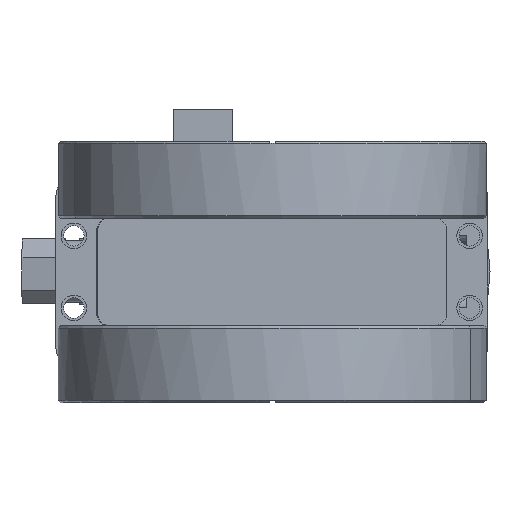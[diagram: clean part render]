
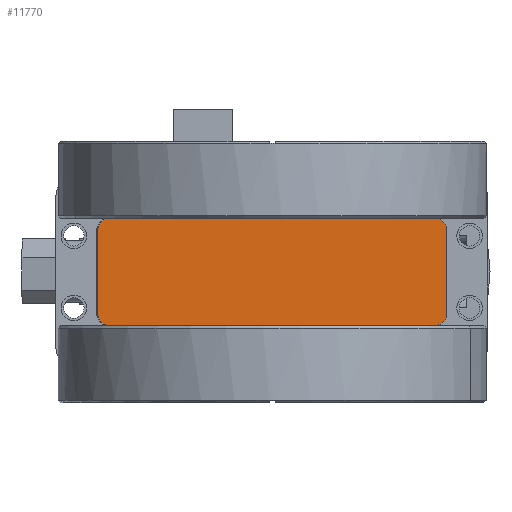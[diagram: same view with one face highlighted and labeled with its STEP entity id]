
A CAD part, front view. The second image highlights one B-rep face of the part: STEP entity #11770.
In plain terms, the highlighted planar face has unit normal (0, -1, 0).
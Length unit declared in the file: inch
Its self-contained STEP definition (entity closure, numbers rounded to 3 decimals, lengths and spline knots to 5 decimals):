
#328 = EDGE_CURVE ( 'NONE', #357, #10009, #2288, .T. ) ;
#357 = VERTEX_POINT ( 'NONE', #2378 ) ;
#367 = EDGE_CURVE ( 'NONE', #10009, #31271, #2354, .T. ) ;
#514 = EDGE_CURVE ( 'NONE', #10702, #357, #2708, .T. ) ;
#2288 = LINE ( 'NONE', #2346, #2338 ) ;
#2337 = DIRECTION ( 'NONE',  ( 0., 0., -1. ) ) ;
#2338 = VECTOR ( 'NONE', #2337, 39.37008 ) ;
#2346 = CARTESIAN_POINT ( 'NONE',  ( 1.825, -7.007, -0.435 ) ) ;
#2351 = DIRECTION ( 'NONE',  ( 0., 1., 0. ) ) ;
#2352 = CARTESIAN_POINT ( 'NONE',  ( 1.7, -7.007, -0.435 ) ) ;
#2353 = AXIS2_PLACEMENT_3D ( 'NONE', #2352, #2351, #2417 ) ;
#2354 = CIRCLE ( 'NONE', #2353, 0.125 ) ;
#2378 = CARTESIAN_POINT ( 'NONE',  ( 1.825, -7.007, 0.435 ) ) ;
#2417 = DIRECTION ( 'NONE',  ( 0., 0., 1. ) ) ;
#2701 = DIRECTION ( 'NONE',  ( 0., 0., 1. ) ) ;
#2702 = DIRECTION ( 'NONE',  ( 0., 1., 0. ) ) ;
#2703 = CARTESIAN_POINT ( 'NONE',  ( 1.7, -7.007, 0.435 ) ) ;
#2704 = AXIS2_PLACEMENT_3D ( 'NONE', #2703, #2702, #2701 ) ;
#2708 = CIRCLE ( 'NONE', #2704, 0.125 ) ;
#6578 = CARTESIAN_POINT ( 'NONE',  ( 1.825, -7.007, -0.435 ) ) ;
#7803 = CARTESIAN_POINT ( 'NONE',  ( 1.7, -7.007, 0.56 ) ) ;
#8293 = CARTESIAN_POINT ( 'NONE',  ( -1.815, -7.007, 0.435 ) ) ;
#10009 = VERTEX_POINT ( 'NONE', #6578 ) ;
#10702 = VERTEX_POINT ( 'NONE', #7803 ) ;
#10821 = ORIENTED_EDGE ( 'NONE', *, *, #31309, .F. ) ;
#10939 = ORIENTED_EDGE ( 'NONE', *, *, #31220, .F. ) ;
#10953 = ORIENTED_EDGE ( 'NONE', *, *, #13304, .F. ) ;
#10965 = VERTEX_POINT ( 'NONE', #8293 ) ;
#11770 = ADVANCED_FACE ( 'NONE', ( #15316 ), #15301, .T. ) ;
#11780 = EDGE_LOOP ( 'NONE', ( #10939, #10821, #12255, #13199, #13310, #10953, #12329, #12075 ) ) ;
#11888 = VERTEX_POINT ( 'NONE', #15551 ) ;
#12075 = ORIENTED_EDGE ( 'NONE', *, *, #12415, .F. ) ;
#12255 = ORIENTED_EDGE ( 'NONE', *, *, #367, .F. ) ;
#12329 = ORIENTED_EDGE ( 'NONE', *, *, #13380, .F. ) ;
#12415 = EDGE_CURVE ( 'NONE', #31230, #10965, #16454, .T. ) ;
#13199 = ORIENTED_EDGE ( 'NONE', *, *, #328, .F. ) ;
#13304 = EDGE_CURVE ( 'NONE', #11888, #10702, #18103, .T. ) ;
#13310 = ORIENTED_EDGE ( 'NONE', *, *, #514, .F. ) ;
#13380 = EDGE_CURVE ( 'NONE', #10965, #11888, #18331, .T. ) ;
#15268 = CARTESIAN_POINT ( 'NONE',  ( -1.69, -7.007, -0.435 ) ) ;
#15301 = PLANE ( 'NONE',  #15311 ) ;
#15304 = DIRECTION ( 'NONE',  ( 0., 0., -1. ) ) ;
#15305 = DIRECTION ( 'NONE',  ( 0., -1., 0. ) ) ;
#15311 = AXIS2_PLACEMENT_3D ( 'NONE', #15268, #15305, #15304 ) ;
#15316 = FACE_OUTER_BOUND ( 'NONE', #11780, .T. ) ;
#15551 = CARTESIAN_POINT ( 'NONE',  ( -1.69, -7.007, 0.56 ) ) ;
#16448 = DIRECTION ( 'NONE',  ( 0., 0., 1. ) ) ;
#16449 = VECTOR ( 'NONE', #16448, 39.37008 ) ;
#16453 = CARTESIAN_POINT ( 'NONE',  ( -1.815, -7.007, 0.435 ) ) ;
#16454 = LINE ( 'NONE', #16453, #16449 ) ;
#18103 = LINE ( 'NONE', #18149, #18136 ) ;
#18134 = DIRECTION ( 'NONE',  ( 1., 0., 0. ) ) ;
#18136 = VECTOR ( 'NONE', #18134, 39.37008 ) ;
#18149 = CARTESIAN_POINT ( 'NONE',  ( 1.7, -7.007, 0.56 ) ) ;
#18285 = AXIS2_PLACEMENT_3D ( 'NONE', #18332, #18320, #18319 ) ;
#18319 = DIRECTION ( 'NONE',  ( 0., 0., -1. ) ) ;
#18320 = DIRECTION ( 'NONE',  ( 0., 1., 0. ) ) ;
#18331 = CIRCLE ( 'NONE', #18285, 0.125 ) ;
#18332 = CARTESIAN_POINT ( 'NONE',  ( -1.69, -7.007, 0.435 ) ) ;
#27502 = DIRECTION ( 'NONE',  ( 0., 0., -1. ) ) ;
#27503 = DIRECTION ( 'NONE',  ( 0., 1., 0. ) ) ;
#27504 = CARTESIAN_POINT ( 'NONE',  ( -1.69, -7.007, -0.435 ) ) ;
#27507 = AXIS2_PLACEMENT_3D ( 'NONE', #27504, #27503, #27502 ) ;
#27530 = CIRCLE ( 'NONE', #27507, 0.125 ) ;
#27540 = CARTESIAN_POINT ( 'NONE',  ( -1.69, -7.007, -0.56 ) ) ;
#27555 = CARTESIAN_POINT ( 'NONE',  ( -1.815, -7.007, -0.435 ) ) ;
#27602 = CARTESIAN_POINT ( 'NONE',  ( 1.7, -7.007, -0.56 ) ) ;
#27667 = DIRECTION ( 'NONE',  ( -1., 0., 0. ) ) ;
#27674 = CARTESIAN_POINT ( 'NONE',  ( -1.69, -7.007, -0.56 ) ) ;
#27675 = LINE ( 'NONE', #27674, #27677 ) ;
#27677 = VECTOR ( 'NONE', #27667, 39.37008 ) ;
#31220 = EDGE_CURVE ( 'NONE', #31241, #31230, #27530, .T. ) ;
#31230 = VERTEX_POINT ( 'NONE', #27555 ) ;
#31241 = VERTEX_POINT ( 'NONE', #27540 ) ;
#31271 = VERTEX_POINT ( 'NONE', #27602 ) ;
#31309 = EDGE_CURVE ( 'NONE', #31271, #31241, #27675, .T. ) ;
